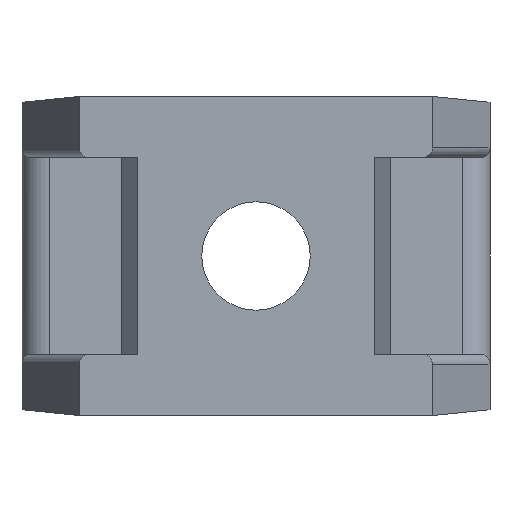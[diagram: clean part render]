
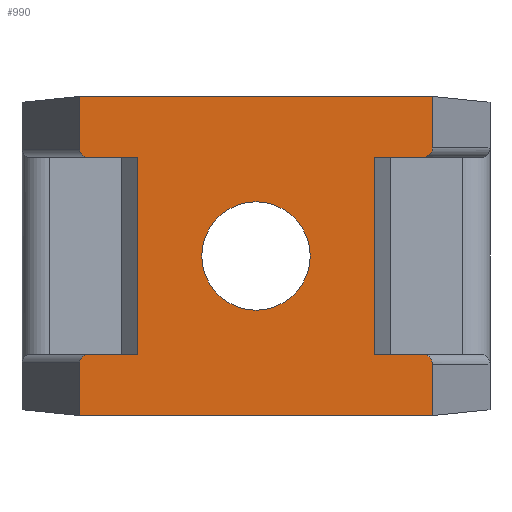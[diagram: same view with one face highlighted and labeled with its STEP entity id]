
A CAD part, front view. The second image highlights one B-rep face of the part: STEP entity #990.
In plain terms, the highlighted planar face has unit normal (0, -1, 0).
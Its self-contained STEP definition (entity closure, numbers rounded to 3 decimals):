
#22=CIRCLE('',#1058,2.55);
#32=PLANE('',#1057);
#56=ELLIPSE('',#1059,0.563,0.5);
#57=ELLIPSE('',#1060,0.563,0.5);
#58=ELLIPSE('',#1061,0.575,0.51);
#59=ELLIPSE('',#1062,0.575,0.51);
#96=LINE('',#1466,#190);
#97=LINE('',#1471,#191);
#98=LINE('',#1473,#192);
#99=LINE('',#1475,#193);
#100=LINE('',#1479,#194);
#101=LINE('',#1481,#195);
#102=LINE('',#1483,#196);
#103=LINE('',#1487,#197);
#104=LINE('',#1489,#198);
#105=LINE('',#1491,#199);
#106=LINE('',#1495,#200);
#107=LINE('',#1497,#201);
#190=VECTOR('',#1171,1000.);
#191=VECTOR('',#1174,1000.);
#192=VECTOR('',#1175,1000.);
#193=VECTOR('',#1176,1000.);
#194=VECTOR('',#1179,1000.);
#195=VECTOR('',#1180,1000.);
#196=VECTOR('',#1181,1000.);
#197=VECTOR('',#1184,1000.);
#198=VECTOR('',#1185,1000.);
#199=VECTOR('',#1186,1000.);
#200=VECTOR('',#1189,1000.);
#201=VECTOR('',#1190,1000.);
#290=ORIENTED_EDGE('',*,*,#590,.F.);
#291=ORIENTED_EDGE('',*,*,#591,.F.);
#292=ORIENTED_EDGE('',*,*,#592,.T.);
#293=ORIENTED_EDGE('',*,*,#593,.F.);
#294=ORIENTED_EDGE('',*,*,#594,.F.);
#295=ORIENTED_EDGE('',*,*,#595,.T.);
#296=ORIENTED_EDGE('',*,*,#596,.T.);
#297=ORIENTED_EDGE('',*,*,#597,.F.);
#298=ORIENTED_EDGE('',*,*,#598,.F.);
#299=ORIENTED_EDGE('',*,*,#599,.T.);
#300=ORIENTED_EDGE('',*,*,#600,.T.);
#301=ORIENTED_EDGE('',*,*,#601,.T.);
#302=ORIENTED_EDGE('',*,*,#602,.F.);
#303=ORIENTED_EDGE('',*,*,#603,.F.);
#304=ORIENTED_EDGE('',*,*,#604,.T.);
#305=ORIENTED_EDGE('',*,*,#605,.T.);
#306=ORIENTED_EDGE('',*,*,#606,.T.);
#590=EDGE_CURVE('',#739,#739,#22,.T.);
#591=EDGE_CURVE('',#740,#741,#96,.T.);
#592=EDGE_CURVE('',#740,#742,#56,.F.);
#593=EDGE_CURVE('',#743,#742,#97,.T.);
#594=EDGE_CURVE('',#744,#743,#98,.T.);
#595=EDGE_CURVE('',#744,#745,#99,.T.);
#596=EDGE_CURVE('',#745,#746,#57,.F.);
#597=EDGE_CURVE('',#747,#746,#100,.T.);
#598=EDGE_CURVE('',#748,#747,#101,.T.);
#599=EDGE_CURVE('',#748,#749,#102,.T.);
#600=EDGE_CURVE('',#749,#750,#58,.F.);
#601=EDGE_CURVE('',#750,#751,#103,.T.);
#602=EDGE_CURVE('',#752,#751,#104,.T.);
#603=EDGE_CURVE('',#753,#752,#105,.T.);
#604=EDGE_CURVE('',#753,#754,#59,.F.);
#605=EDGE_CURVE('',#754,#755,#106,.T.);
#606=EDGE_CURVE('',#755,#741,#107,.T.);
#739=VERTEX_POINT('',#1465);
#740=VERTEX_POINT('',#1467);
#741=VERTEX_POINT('',#1468);
#742=VERTEX_POINT('',#1470);
#743=VERTEX_POINT('',#1472);
#744=VERTEX_POINT('',#1474);
#745=VERTEX_POINT('',#1476);
#746=VERTEX_POINT('',#1478);
#747=VERTEX_POINT('',#1480);
#748=VERTEX_POINT('',#1482);
#749=VERTEX_POINT('',#1484);
#750=VERTEX_POINT('',#1486);
#751=VERTEX_POINT('',#1488);
#752=VERTEX_POINT('',#1490);
#753=VERTEX_POINT('',#1492);
#754=VERTEX_POINT('',#1494);
#755=VERTEX_POINT('',#1496);
#847=EDGE_LOOP('',(#290));
#848=EDGE_LOOP('',(#291,#292,#293,#294,#295,#296,#297,#298,#299,#300,#301,
#302,#303,#304,#305,#306));
#905=FACE_BOUND('',#847,.T.);
#906=FACE_BOUND('',#848,.T.);
#990=ADVANCED_FACE('',(#905,#906),#32,.F.);
#1057=AXIS2_PLACEMENT_3D('',#1463,#1167,#1168);
#1058=AXIS2_PLACEMENT_3D('',#1464,#1169,#1170);
#1059=AXIS2_PLACEMENT_3D('',#1469,#1172,#1173);
#1060=AXIS2_PLACEMENT_3D('',#1477,#1177,#1178);
#1061=AXIS2_PLACEMENT_3D('',#1485,#1182,#1183);
#1062=AXIS2_PLACEMENT_3D('',#1493,#1187,#1188);
#1167=DIRECTION('',(0.,1.,0.));
#1168=DIRECTION('',(0.,0.,1.));
#1169=DIRECTION('',(0.,-1.,0.));
#1170=DIRECTION('',(0.,0.,-1.));
#1171=DIRECTION('',(0.,0.,-1.));
#1172=DIRECTION('',(0.,1.,0.));
#1173=DIRECTION('',(-1.,0.,0.));
#1174=DIRECTION('',(1.,0.,0.));
#1175=DIRECTION('',(0.,0.,-1.));
#1176=DIRECTION('',(1.,0.,0.));
#1177=DIRECTION('',(0.,1.,0.));
#1178=DIRECTION('',(-1.,0.,0.));
#1179=DIRECTION('',(0.,0.,-1.));
#1180=DIRECTION('',(1.,0.,0.));
#1181=DIRECTION('',(0.,0.,-1.));
#1182=DIRECTION('',(0.,1.,0.));
#1183=DIRECTION('',(-1.,0.,0.));
#1184=DIRECTION('',(1.,0.,0.));
#1185=DIRECTION('',(0.,0.,1.));
#1186=DIRECTION('',(1.,0.,0.));
#1187=DIRECTION('',(0.,1.,0.));
#1188=DIRECTION('',(-1.,0.,0.));
#1189=DIRECTION('',(0.,0.,-1.));
#1190=DIRECTION('',(1.,0.,0.));
#1463=CARTESIAN_POINT('',(-8.3,0.,7.5));
#1464=CARTESIAN_POINT('',(0.,0.,0.));
#1465=CARTESIAN_POINT('',(0.,0.,-2.55));
#1466=CARTESIAN_POINT('',(8.3,0.,7.5));
#1467=CARTESIAN_POINT('',(8.3,0.,-5.1));
#1468=CARTESIAN_POINT('',(8.3,0.,-7.5));
#1469=CARTESIAN_POINT('',(7.737,0.,-5.1));
#1470=CARTESIAN_POINT('',(7.982,0.,-4.65));
#1471=CARTESIAN_POINT('',(-8.3,0.,-4.65));
#1472=CARTESIAN_POINT('',(5.575,0.,-4.65));
#1473=CARTESIAN_POINT('',(5.575,0.,7.5));
#1474=CARTESIAN_POINT('',(5.575,0.,4.65));
#1475=CARTESIAN_POINT('',(-8.3,0.,4.65));
#1476=CARTESIAN_POINT('',(7.982,0.,4.65));
#1477=CARTESIAN_POINT('',(7.737,0.,5.1));
#1478=CARTESIAN_POINT('',(8.3,0.,5.1));
#1479=CARTESIAN_POINT('',(8.3,0.,7.5));
#1480=CARTESIAN_POINT('',(8.3,0.,7.5));
#1481=CARTESIAN_POINT('',(-8.3,0.,7.5));
#1482=CARTESIAN_POINT('',(-8.3,0.,7.5));
#1483=CARTESIAN_POINT('',(-8.3,0.,7.5));
#1484=CARTESIAN_POINT('',(-8.3,0.,5.));
#1485=CARTESIAN_POINT('',(-7.737,0.,5.1));
#1486=CARTESIAN_POINT('',(-8.007,0.,4.65));
#1487=CARTESIAN_POINT('',(-8.3,0.,4.65));
#1488=CARTESIAN_POINT('',(-5.575,0.,4.65));
#1489=CARTESIAN_POINT('',(-5.575,0.,7.5));
#1490=CARTESIAN_POINT('',(-5.575,0.,-4.65));
#1491=CARTESIAN_POINT('',(-8.3,0.,-4.65));
#1492=CARTESIAN_POINT('',(-8.007,0.,-4.65));
#1493=CARTESIAN_POINT('',(-7.737,0.,-5.1));
#1494=CARTESIAN_POINT('',(-8.3,0.,-5.));
#1495=CARTESIAN_POINT('',(-8.3,0.,7.5));
#1496=CARTESIAN_POINT('',(-8.3,0.,-7.5));
#1497=CARTESIAN_POINT('',(-8.3,0.,-7.5));
